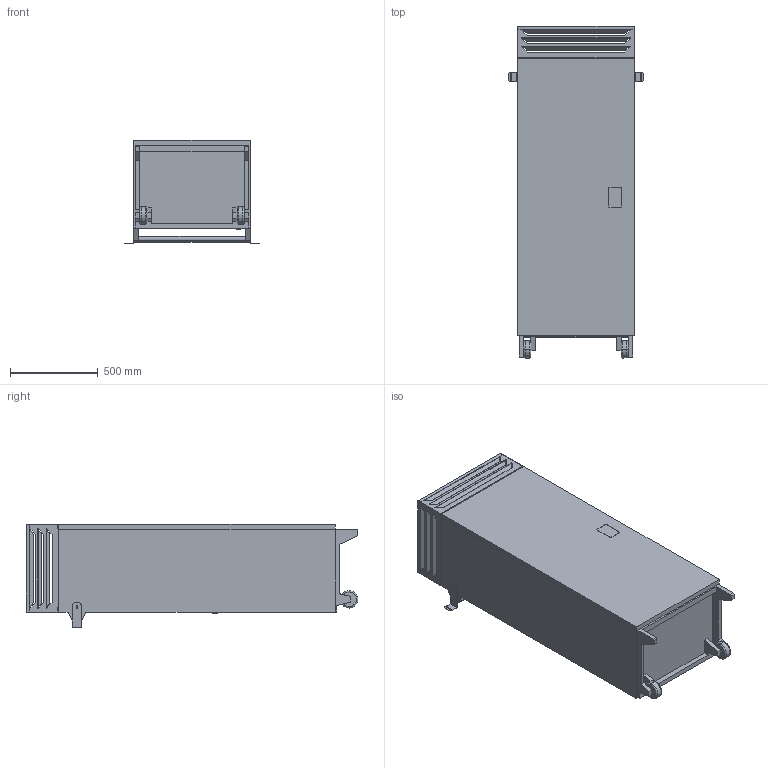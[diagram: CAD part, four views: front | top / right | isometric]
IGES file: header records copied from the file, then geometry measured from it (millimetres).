
Start section: Elysium IGES Interface
Global section: file name: 84HDummy-0095.0650_Cleanbox-1200.igs; native system: PTC Creo Elements/Direct Modeling 19.0C  15-Aug-2015; preprocessor: Creo Element/Direct IGES_3D V2.2; author: Unknown; organization: Unknown; date: 20210202.111140; units: millimetre
Bounding box: 772 x 1894.4 x 588.05 mm (x, y, z)
Volume: 530093090.4 mm3; surface area: 6224034.5 mm2
Topology: 3 solids, 3 shells, 425 faces, 1214 edges, 781 vertices
Faces by surface type: bspline 425
